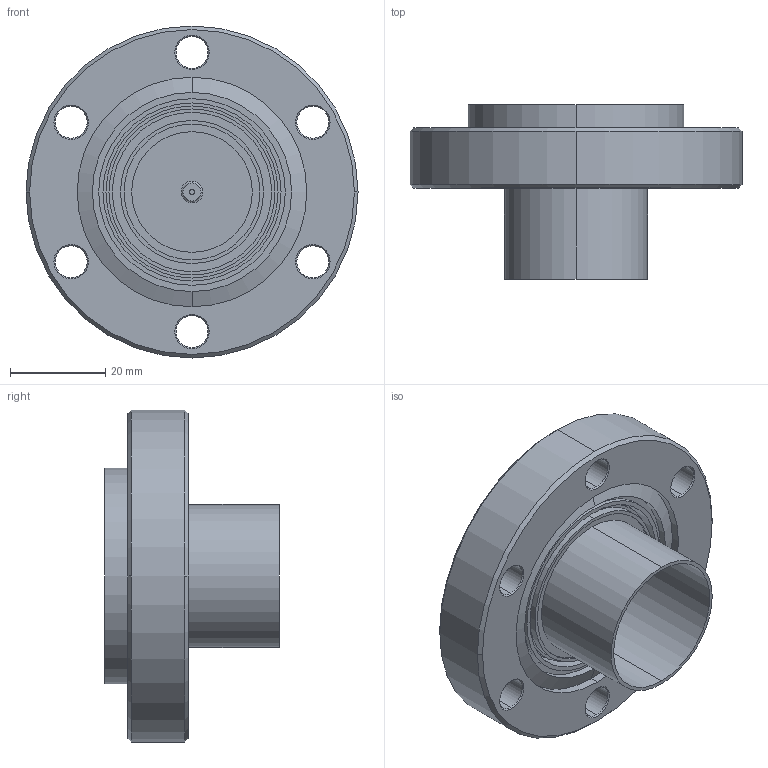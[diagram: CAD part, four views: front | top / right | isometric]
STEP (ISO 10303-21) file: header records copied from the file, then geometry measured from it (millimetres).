
FILE_DESCRIPTION (( 'STEP AP203' ), '1' );
FILE_NAME ('A10892-1-CF.STEP', '2013-06-13T20:02:48', ( '' ), ( '' ), 'SwSTEP 2.0', 'SolidWorks 2012', '' );
FILE_SCHEMA (( 'CONFIG_CONTROL_DESIGN' ));
Length unit declared in the file: inch
Products named in the file (1): A10892-1-CF
Bounding box: 69.85 x 36.7 x 69.85 mm (x, y, z)
Volume: 36899.3 mm3; surface area: 26457.2 mm2
Topology: 1 solids, 1 shells, 135 faces, 294 edges, 186 vertices
Faces by surface type: cylinder 66, cone 38, plane 27, torus 4
Entity records: 3925 total; most frequent: DIRECTION 748, CARTESIAN_POINT 692, ORIENTED_EDGE 588, AXIS2_PLACEMENT_3D 322, EDGE_CURVE 294, CIRCLE 186, VERTEX_POINT 186, EDGE_LOOP 172
